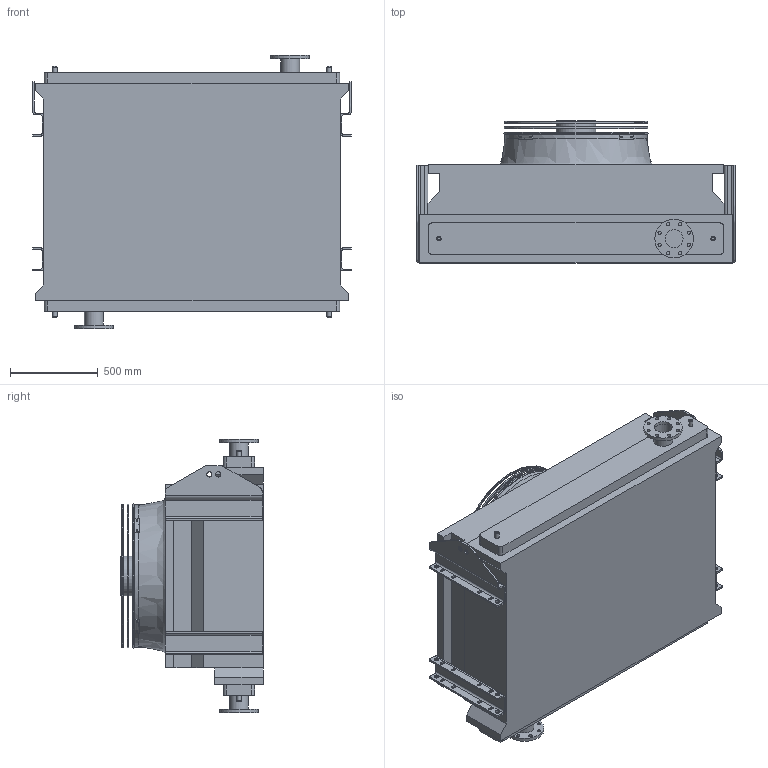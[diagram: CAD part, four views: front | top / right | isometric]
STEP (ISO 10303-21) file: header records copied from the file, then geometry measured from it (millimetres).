
FILE_DESCRIPTION (( 'STEP AP203' ), '1' );
FILE_NAME ('BOAM_01C_I.STEP', '2017-03-24T11:08:14', ( 'Alfa Laval' ), ( 'Alfa Laval' ), 'SwSTEP 2.0', 'SolidWorks 2016', '' );
FILE_SCHEMA (( 'CONFIG_CONTROL_DESIGN' ));
Length unit declared in the file: millimetre
Products named in the file (4): BOA_LIGHT_BOCF_42T_C_1M_OS; BOFE_I_LIGHT_BOM1C; BOFA_LIGHT_�800; BOAM_01C_I
Assembly tree (3 placements, depth 2):
  BOAM_01C_I
    BOA_LIGHT_BOCF_42T_C_1M_OS
    BOFE_I_LIGHT_BOM1C
    BOFA_LIGHT_�800
Bounding box: 1820 x 812 x 1560 mm (x, y, z)
Volume: 1211517456.4 mm3; surface area: 11332737.9 mm2
Topology: 24 solids, 25 shells, 466 faces, 1208 edges, 808 vertices
Faces by surface type: plane 212, cylinder 190, torus 57, cone 6, bspline 1
Full cylindrical faces by diameter (mm): 18 x16, 25 x16, 30 x4, 103 x2, 108 x2, 220 x2, 228 x1, 236 x1, 262.56 x1, 276 x1, 308 x1, 328 x1, 405 x1, 425 x1, 502 x1, 522 x1, 599 x1, 619 x1, 696 x1, 716 x1, 793 x1, 812 x1
Entity records: 16127 total; most frequent: CARTESIAN_POINT 4184, DIRECTION 2497, ORIENTED_EDGE 2192, EDGE_CURVE 1096, AXIS2_PLACEMENT_3D 984, VERTEX_POINT 768, EDGE_LOOP 700, FACE_OUTER_BOUND 532
